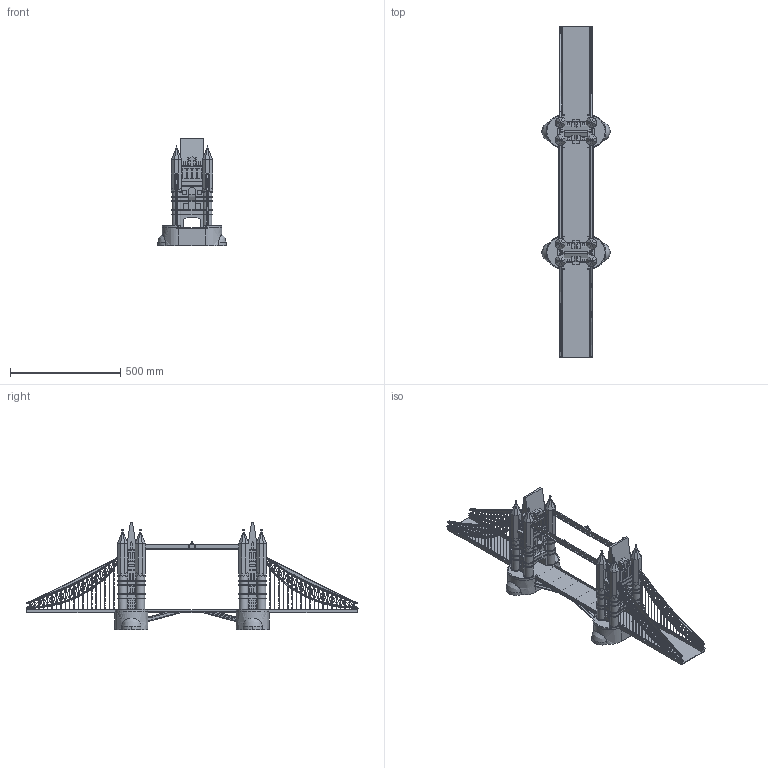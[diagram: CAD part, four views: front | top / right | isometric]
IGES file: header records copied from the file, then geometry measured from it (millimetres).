
Start section:  * IGES Dump file written on 9 Mar 2014  *  * IGES Dump file:  * london_bridge_cf  * .igs  *  * Created from part:  * EXP1  *  * Contained in model:  * London bridge  *
Global section: file name: filename_too_long.igs; native system: CADfix; preprocessor:  9.0/20110; date: 20140309.170754; units: millimetre
Bounding box: 309.44 x 1507.32 x 486.68 mm (x, y, z)
Volume: 16873127.8 mm3; surface area: 1798250.1 mm2
Topology: 1 solids, 1 shells, 3108 faces, 10185 edges, 6683 vertices
Faces by surface type: bspline 3108
